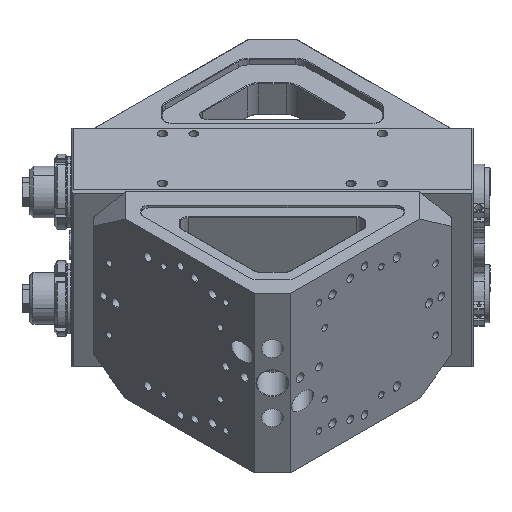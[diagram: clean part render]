
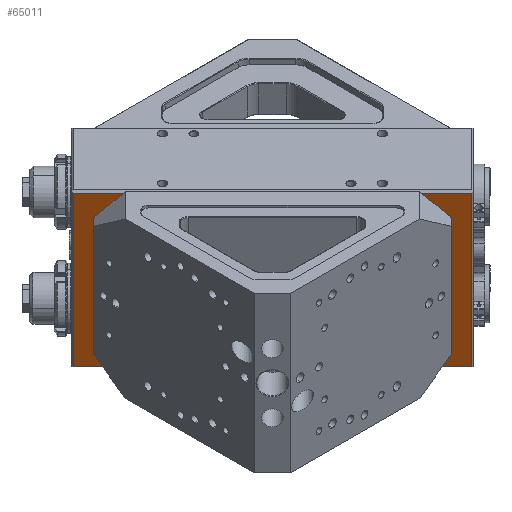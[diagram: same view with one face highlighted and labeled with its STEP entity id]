
A CAD part, isometric view. The second image highlights one B-rep face of the part: STEP entity #65011.
In plain terms, the highlighted face is planar.
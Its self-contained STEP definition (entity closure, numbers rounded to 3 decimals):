
#366 = CIRCLE ( 'NONE', #5279, 8. ) ;
#733 = CIRCLE ( 'NONE', #50342, 50.5 ) ;
#2214 = DIRECTION ( 'NONE',  ( 0., 1., 0. ) ) ;
#2291 = CIRCLE ( 'NONE', #70182, 8. ) ;
#3076 = AXIS2_PLACEMENT_3D ( 'NONE', #73162, #50607, #22386 ) ;
#3713 = ORIENTED_EDGE ( 'NONE', *, *, #11558, .T. ) ;
#4293 = EDGE_LOOP ( 'NONE', ( #53066, #61686 ) ) ;
#5052 = EDGE_CURVE ( 'NONE', #9194, #7389, #23021, .T. ) ;
#5279 = AXIS2_PLACEMENT_3D ( 'NONE', #25048, #2214, #70111 ) ;
#5403 = CIRCLE ( 'NONE', #28613, 8. ) ;
#6017 = EDGE_CURVE ( 'NONE', #53539, #8604, #733, .T. ) ;
#6056 = VERTEX_POINT ( 'NONE', #33024 ) ;
#6285 = LINE ( 'NONE', #12784, #47093 ) ;
#6582 = CARTESIAN_POINT ( 'NONE',  ( -80., -35.5, 8. ) ) ;
#7084 = ORIENTED_EDGE ( 'NONE', *, *, #44345, .T. ) ;
#7389 = VERTEX_POINT ( 'NONE', #65021 ) ;
#8604 = VERTEX_POINT ( 'NONE', #27303 ) ;
#9194 = VERTEX_POINT ( 'NONE', #41510 ) ;
#9287 = VERTEX_POINT ( 'NONE', #6582 ) ;
#10211 = DIRECTION ( 'NONE',  ( 0., 0., -1. ) ) ;
#11474 = ORIENTED_EDGE ( 'NONE', *, *, #5052, .T. ) ;
#11558 = EDGE_CURVE ( 'NONE', #70319, #41499, #50666, .T. ) ;
#11629 = CARTESIAN_POINT ( 'NONE',  ( -127., -35.5, -67.5 ) ) ;
#12784 = CARTESIAN_POINT ( 'NONE',  ( 127., -35.5, 67.5 ) ) ;
#13855 = EDGE_CURVE ( 'NONE', #8604, #53539, #35559, .T. ) ;
#18850 = EDGE_CURVE ( 'NONE', #9287, #6056, #366, .T. ) ;
#19094 = FACE_BOUND ( 'NONE', #61839, .T. ) ;
#22386 = DIRECTION ( 'NONE',  ( 0., 0., -1. ) ) ;
#22390 = CARTESIAN_POINT ( 'NONE',  ( 0., -35.5, 0. ) ) ;
#22761 = EDGE_CURVE ( 'NONE', #67491, #39220, #61156, .T. ) ;
#23021 = CIRCLE ( 'NONE', #68802, 8. ) ;
#24520 = DIRECTION ( 'NONE',  ( 1., 0., 0. ) ) ;
#25048 = CARTESIAN_POINT ( 'NONE',  ( -80., -35.5, 0. ) ) ;
#25888 = EDGE_CURVE ( 'NONE', #7389, #9194, #2291, .T. ) ;
#27303 = CARTESIAN_POINT ( 'NONE',  ( 0., -35.5, 50.5 ) ) ;
#27332 = CARTESIAN_POINT ( 'NONE',  ( 0., -35.5, 0. ) ) ;
#27845 = PLANE ( 'NONE',  #3076 ) ;
#28168 = CARTESIAN_POINT ( 'NONE',  ( 0., -35.5, -50.5 ) ) ;
#28613 = AXIS2_PLACEMENT_3D ( 'NONE', #72576, #37909, #43584 ) ;
#31162 = CARTESIAN_POINT ( 'NONE',  ( -127., -35.5, 67.5 ) ) ;
#31412 = FACE_OUTER_BOUND ( 'NONE', #34692, .T. ) ;
#31959 = CARTESIAN_POINT ( 'NONE',  ( 80., -35.5, 0. ) ) ;
#33024 = CARTESIAN_POINT ( 'NONE',  ( -80., -35.5, -8. ) ) ;
#33166 = CARTESIAN_POINT ( 'NONE',  ( 127., -35.5, 67.5 ) ) ;
#33182 = DIRECTION ( 'NONE',  ( 0., 0., -1. ) ) ;
#34692 = EDGE_LOOP ( 'NONE', ( #53190, #7084, #3713, #66991 ) ) ;
#35087 = FACE_BOUND ( 'NONE', #46709, .T. ) ;
#35481 = AXIS2_PLACEMENT_3D ( 'NONE', #22390, #39971, #73421 ) ;
#35559 = CIRCLE ( 'NONE', #35481, 50.5 ) ;
#36156 = CARTESIAN_POINT ( 'NONE',  ( 128., -35.5, -67.5 ) ) ;
#37909 = DIRECTION ( 'NONE',  ( 0., 1., 0. ) ) ;
#38046 = EDGE_CURVE ( 'NONE', #41499, #67491, #66840, .T. ) ;
#38158 = DIRECTION ( 'NONE',  ( 0., 0., -1. ) ) ;
#39220 = VERTEX_POINT ( 'NONE', #65236 ) ;
#39971 = DIRECTION ( 'NONE',  ( 0., 1., 0. ) ) ;
#41285 = DIRECTION ( 'NONE',  ( 0., 0., -1. ) ) ;
#41499 = VERTEX_POINT ( 'NONE', #31162 ) ;
#41510 = CARTESIAN_POINT ( 'NONE',  ( 80., -35.5, 8. ) ) ;
#43355 = CARTESIAN_POINT ( 'NONE',  ( -128., -35.5, 67.5 ) ) ;
#43584 = DIRECTION ( 'NONE',  ( 0., 0., -1. ) ) ;
#44158 = DIRECTION ( 'NONE',  ( 0., 1., 0. ) ) ;
#44276 = VECTOR ( 'NONE', #24520, 1000. ) ;
#44345 = EDGE_CURVE ( 'NONE', #39220, #70319, #6285, .T. ) ;
#46709 = EDGE_LOOP ( 'NONE', ( #62505, #71974 ) ) ;
#47093 = VECTOR ( 'NONE', #69004, 1000. ) ;
#48201 = VECTOR ( 'NONE', #33182, 1000. ) ;
#49762 = CARTESIAN_POINT ( 'NONE',  ( -127., -35.5, -67.5 ) ) ;
#50342 = AXIS2_PLACEMENT_3D ( 'NONE', #27332, #44158, #10211 ) ;
#50607 = DIRECTION ( 'NONE',  ( 0., -1., 0. ) ) ;
#50666 = LINE ( 'NONE', #43355, #62226 ) ;
#51027 = EDGE_CURVE ( 'NONE', #6056, #9287, #5403, .T. ) ;
#52447 = CARTESIAN_POINT ( 'NONE',  ( 80., -35.5, 0. ) ) ;
#53066 = ORIENTED_EDGE ( 'NONE', *, *, #6017, .T. ) ;
#53190 = ORIENTED_EDGE ( 'NONE', *, *, #22761, .T. ) ;
#53539 = VERTEX_POINT ( 'NONE', #28168 ) ;
#57958 = DIRECTION ( 'NONE',  ( 0., 1., 0. ) ) ;
#61156 = LINE ( 'NONE', #36156, #44276 ) ;
#61686 = ORIENTED_EDGE ( 'NONE', *, *, #13855, .T. ) ;
#61839 = EDGE_LOOP ( 'NONE', ( #71486, #11474 ) ) ;
#62226 = VECTOR ( 'NONE', #72087, 1000. ) ;
#62505 = ORIENTED_EDGE ( 'NONE', *, *, #51027, .T. ) ;
#63419 = FACE_BOUND ( 'NONE', #4293, .T. ) ;
#65011 = ADVANCED_FACE ( 'NONE', ( #35087, #19094, #63419, #31412 ), #27845, .T. ) ;
#65021 = CARTESIAN_POINT ( 'NONE',  ( 80., -35.5, -8. ) ) ;
#65236 = CARTESIAN_POINT ( 'NONE',  ( 127., -35.5, -67.5 ) ) ;
#65896 = DIRECTION ( 'NONE',  ( 0., 1., 0. ) ) ;
#66840 = LINE ( 'NONE', #49762, #48201 ) ;
#66991 = ORIENTED_EDGE ( 'NONE', *, *, #38046, .T. ) ;
#67491 = VERTEX_POINT ( 'NONE', #11629 ) ;
#68802 = AXIS2_PLACEMENT_3D ( 'NONE', #31959, #65896, #38158 ) ;
#69004 = DIRECTION ( 'NONE',  ( 0., 0., 1. ) ) ;
#70111 = DIRECTION ( 'NONE',  ( 0., 0., -1. ) ) ;
#70182 = AXIS2_PLACEMENT_3D ( 'NONE', #52447, #57958, #41285 ) ;
#70319 = VERTEX_POINT ( 'NONE', #33166 ) ;
#71486 = ORIENTED_EDGE ( 'NONE', *, *, #25888, .T. ) ;
#71974 = ORIENTED_EDGE ( 'NONE', *, *, #18850, .T. ) ;
#72087 = DIRECTION ( 'NONE',  ( -1., 0., 0. ) ) ;
#72576 = CARTESIAN_POINT ( 'NONE',  ( -80., -35.5, 0. ) ) ;
#73162 = CARTESIAN_POINT ( 'NONE',  ( 0., -35.5, 0. ) ) ;
#73421 = DIRECTION ( 'NONE',  ( 0., 0., -1. ) ) ;
